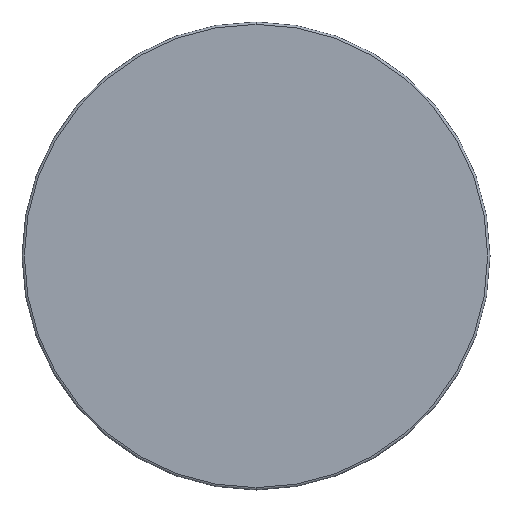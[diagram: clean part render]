
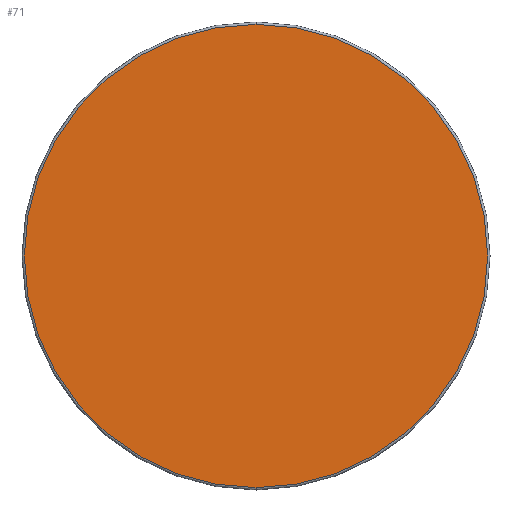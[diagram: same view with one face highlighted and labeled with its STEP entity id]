
A CAD part, front view. The second image highlights one B-rep face of the part: STEP entity #71.
In plain terms, the highlighted planar face has unit normal (0, -1, 0).
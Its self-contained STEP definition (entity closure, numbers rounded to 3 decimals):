
#17 = DIRECTION ( 'NONE',  ( 0., 1., 0. ) ) ;
#23 = DIRECTION ( 'NONE',  ( 0., -1., 0. ) ) ;
#26 = CARTESIAN_POINT ( 'NONE',  ( 0., 0., -24.75 ) ) ;
#28 = AXIS2_PLACEMENT_3D ( 'NONE', #213, #254, #214 ) ;
#45 = DIRECTION ( 'NONE',  ( 0., 0., 1. ) ) ;
#71 = ADVANCED_FACE ( 'NONE', ( #196 ), #129, .F. ) ;
#75 = EDGE_CURVE ( 'NONE', #93, #171, #121, .T. ) ;
#81 = CARTESIAN_POINT ( 'NONE',  ( 0., 0., 0. ) ) ;
#93 = VERTEX_POINT ( 'NONE', #102 ) ;
#102 = CARTESIAN_POINT ( 'NONE',  ( 0., 0., 24.75 ) ) ;
#105 = AXIS2_PLACEMENT_3D ( 'NONE', #81, #17, #45 ) ;
#114 = DIRECTION ( 'NONE',  ( 0., 0., 1. ) ) ;
#121 = CIRCLE ( 'NONE', #28, 24.75 ) ;
#129 = PLANE ( 'NONE',  #105 ) ;
#171 = VERTEX_POINT ( 'NONE', #26 ) ;
#188 = EDGE_LOOP ( 'NONE', ( #277, #193 ) ) ;
#193 = ORIENTED_EDGE ( 'NONE', *, *, #211, .T. ) ;
#196 = FACE_OUTER_BOUND ( 'NONE', #188, .T. ) ;
#201 = CARTESIAN_POINT ( 'NONE',  ( 0., 0., 0. ) ) ;
#211 = EDGE_CURVE ( 'NONE', #171, #93, #241, .T. ) ;
#213 = CARTESIAN_POINT ( 'NONE',  ( 0., 0., 0. ) ) ;
#214 = DIRECTION ( 'NONE',  ( 0., 0., 1. ) ) ;
#238 = AXIS2_PLACEMENT_3D ( 'NONE', #201, #23, #114 ) ;
#241 = CIRCLE ( 'NONE', #238, 24.75 ) ;
#254 = DIRECTION ( 'NONE',  ( 0., -1., 0. ) ) ;
#277 = ORIENTED_EDGE ( 'NONE', *, *, #75, .T. ) ;
